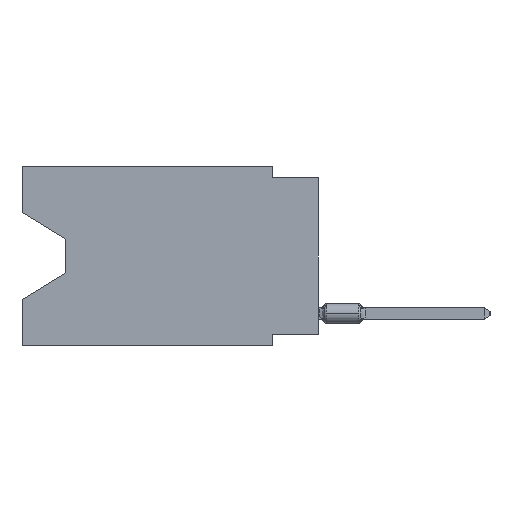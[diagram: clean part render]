
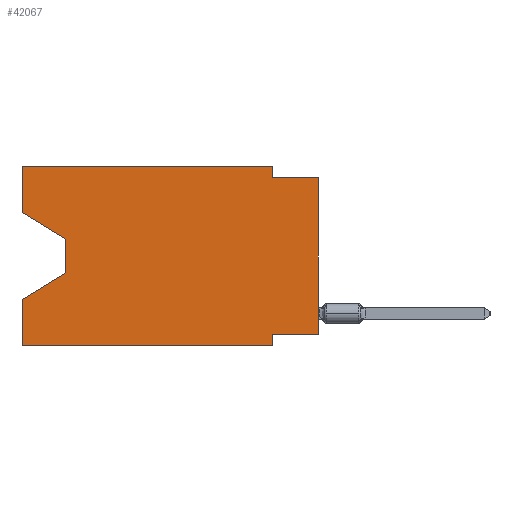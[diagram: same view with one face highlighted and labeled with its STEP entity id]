
A CAD part, left-side view. The second image highlights one B-rep face of the part: STEP entity #42067.
In plain terms, the highlighted planar face has unit normal (-1, 0, 0).
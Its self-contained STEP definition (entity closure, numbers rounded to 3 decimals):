
#382 = EDGE_CURVE ( 'NONE', #28998, #42726, #38401, .T. ) ;
#383 = DIRECTION ( 'NONE',  ( 0., 1., 0. ) ) ;
#1102 = DIRECTION ( 'NONE',  ( 0., 0., 1. ) ) ;
#1432 = CARTESIAN_POINT ( 'NONE',  ( 0., 16.383, 0. ) ) ;
#1436 = CARTESIAN_POINT ( 'NONE',  ( 0., 16.383, -7.36 ) ) ;
#1578 = ORIENTED_EDGE ( 'NONE', *, *, #47423, .F. ) ;
#1829 = CARTESIAN_POINT ( 'NONE',  ( 0., 13.97, -4.013 ) ) ;
#3070 = VECTOR ( 'NONE', #48691, 1000. ) ;
#3155 = VECTOR ( 'NONE', #27505, 1000. ) ;
#3785 = DIRECTION ( 'NONE',  ( 0., -1., 0. ) ) ;
#4082 = CARTESIAN_POINT ( 'NONE',  ( 0., 16.383, 0. ) ) ;
#4925 = CARTESIAN_POINT ( 'NONE',  ( 0., 16.383, -2.546 ) ) ;
#6441 = VERTEX_POINT ( 'NONE', #1436 ) ;
#6907 = CARTESIAN_POINT ( 'NONE',  ( 0., 2.54, 0. ) ) ;
#7814 = VECTOR ( 'NONE', #29533, 1000. ) ;
#9391 = CARTESIAN_POINT ( 'NONE',  ( 0., 0., -9.271 ) ) ;
#9875 = EDGE_CURVE ( 'NONE', #28998, #14989, #31744, .T. ) ;
#10358 = CARTESIAN_POINT ( 'NONE',  ( 0., 0., 0. ) ) ;
#10996 = DIRECTION ( 'NONE',  ( 1., 0., 0. ) ) ;
#11266 = PLANE ( 'NONE',  #35123 ) ;
#11778 = VERTEX_POINT ( 'NONE', #22119 ) ;
#11853 = VECTOR ( 'NONE', #32090, 1000. ) ;
#12827 = VERTEX_POINT ( 'NONE', #45772 ) ;
#13526 = ORIENTED_EDGE ( 'NONE', *, *, #49134, .T. ) ;
#13917 = CARTESIAN_POINT ( 'NONE',  ( 0., 2.54, -9.906 ) ) ;
#13975 = VECTOR ( 'NONE', #3785, 1000. ) ;
#14905 = ORIENTED_EDGE ( 'NONE', *, *, #16089, .F. ) ;
#14986 = LINE ( 'NONE', #1829, #16510 ) ;
#14989 = VERTEX_POINT ( 'NONE', #22241 ) ;
#15205 = DIRECTION ( 'NONE',  ( 0., 0., 1. ) ) ;
#16089 = EDGE_CURVE ( 'NONE', #37604, #11778, #44302, .T. ) ;
#16510 = VECTOR ( 'NONE', #50240, 1000. ) ;
#16953 = CARTESIAN_POINT ( 'NONE',  ( 0., 0., -0.635 ) ) ;
#18017 = CARTESIAN_POINT ( 'NONE',  ( 0., 13.97, -4.013 ) ) ;
#18685 = CARTESIAN_POINT ( 'NONE',  ( 0., 13.97, -5.893 ) ) ;
#22119 = CARTESIAN_POINT ( 'NONE',  ( 0., 2.54, -9.906 ) ) ;
#22241 = CARTESIAN_POINT ( 'NONE',  ( 0., 16.383, 0. ) ) ;
#23011 = LINE ( 'NONE', #44494, #24319 ) ;
#23208 = LINE ( 'NONE', #1432, #11853 ) ;
#23893 = DIRECTION ( 'NONE',  ( 0., 0., -1. ) ) ;
#24319 = VECTOR ( 'NONE', #383, 1000. ) ;
#25198 = EDGE_CURVE ( 'NONE', #14989, #50087, #23208, .T. ) ;
#25517 = LINE ( 'NONE', #44109, #3155 ) ;
#25817 = CARTESIAN_POINT ( 'NONE',  ( 0., 0., -0.635 ) ) ;
#26678 = ORIENTED_EDGE ( 'NONE', *, *, #36691, .T. ) ;
#27415 = VECTOR ( 'NONE', #51779, 1000. ) ;
#27505 = DIRECTION ( 'NONE',  ( 0., -1., 0. ) ) ;
#28276 = VECTOR ( 'NONE', #34640, 1000. ) ;
#28449 = ORIENTED_EDGE ( 'NONE', *, *, #35494, .T. ) ;
#28476 = CARTESIAN_POINT ( 'NONE',  ( 0., 16.383, 0. ) ) ;
#28998 = VERTEX_POINT ( 'NONE', #4925 ) ;
#29263 = EDGE_CURVE ( 'NONE', #50087, #31356, #46151, .T. ) ;
#29533 = DIRECTION ( 'NONE',  ( 0., -0.855, -0.519 ) ) ;
#29725 = LINE ( 'NONE', #33152, #27415 ) ;
#30009 = ORIENTED_EDGE ( 'NONE', *, *, #25198, .F. ) ;
#31214 = LINE ( 'NONE', #4082, #3070 ) ;
#31356 = VERTEX_POINT ( 'NONE', #50191 ) ;
#31462 = VERTEX_POINT ( 'NONE', #25817 ) ;
#31744 = LINE ( 'NONE', #48667, #51546 ) ;
#32090 = DIRECTION ( 'NONE',  ( 0., -1., 0. ) ) ;
#32139 = VECTOR ( 'NONE', #15205, 1000. ) ;
#33033 = FACE_OUTER_BOUND ( 'NONE', #55433, .T. ) ;
#33152 = CARTESIAN_POINT ( 'NONE',  ( 0., 13.97, -5.893 ) ) ;
#34070 = EDGE_CURVE ( 'NONE', #54233, #31462, #50726, .T. ) ;
#34640 = DIRECTION ( 'NONE',  ( 0., 0., -1. ) ) ;
#35123 = AXIS2_PLACEMENT_3D ( 'NONE', #28476, #10996, #23893 ) ;
#35494 = EDGE_CURVE ( 'NONE', #45993, #6441, #29725, .T. ) ;
#36166 = ORIENTED_EDGE ( 'NONE', *, *, #382, .T. ) ;
#36691 = EDGE_CURVE ( 'NONE', #42726, #45993, #14986, .T. ) ;
#37604 = VERTEX_POINT ( 'NONE', #38728 ) ;
#38401 = LINE ( 'NONE', #56424, #7814 ) ;
#38728 = CARTESIAN_POINT ( 'NONE',  ( 0., 2.54, -9.271 ) ) ;
#41060 = VECTOR ( 'NONE', #55033, 1000. ) ;
#42067 = ADVANCED_FACE ( 'NONE', ( #33033 ), #11266, .F. ) ;
#42195 = LINE ( 'NONE', #16953, #13975 ) ;
#42726 = VERTEX_POINT ( 'NONE', #18017 ) ;
#43480 = EDGE_CURVE ( 'NONE', #12827, #6441, #31214, .T. ) ;
#44109 = CARTESIAN_POINT ( 'NONE',  ( 0., 16.383, -9.906 ) ) ;
#44302 = LINE ( 'NONE', #13917, #28276 ) ;
#44494 = CARTESIAN_POINT ( 'NONE',  ( 0., 0., -9.271 ) ) ;
#45772 = CARTESIAN_POINT ( 'NONE',  ( 0., 16.383, -9.906 ) ) ;
#45993 = VERTEX_POINT ( 'NONE', #18685 ) ;
#46151 = LINE ( 'NONE', #6907, #41060 ) ;
#47423 = EDGE_CURVE ( 'NONE', #31356, #31462, #42195, .T. ) ;
#47845 = ORIENTED_EDGE ( 'NONE', *, *, #34070, .T. ) ;
#48667 = CARTESIAN_POINT ( 'NONE',  ( 0., 16.383, 0. ) ) ;
#48691 = DIRECTION ( 'NONE',  ( 0., 0., 1. ) ) ;
#49134 = EDGE_CURVE ( 'NONE', #12827, #11778, #25517, .T. ) ;
#50087 = VERTEX_POINT ( 'NONE', #54254 ) ;
#50191 = CARTESIAN_POINT ( 'NONE',  ( 0., 2.54, -0.635 ) ) ;
#50240 = DIRECTION ( 'NONE',  ( 0., 0., -1. ) ) ;
#50726 = LINE ( 'NONE', #10358, #32139 ) ;
#51298 = ORIENTED_EDGE ( 'NONE', *, *, #55771, .F. ) ;
#51546 = VECTOR ( 'NONE', #1102, 1000. ) ;
#51779 = DIRECTION ( 'NONE',  ( 0., 0.855, -0.519 ) ) ;
#53574 = ORIENTED_EDGE ( 'NONE', *, *, #43480, .F. ) ;
#54233 = VERTEX_POINT ( 'NONE', #9391 ) ;
#54254 = CARTESIAN_POINT ( 'NONE',  ( 0., 2.54, 0. ) ) ;
#54412 = ORIENTED_EDGE ( 'NONE', *, *, #9875, .F. ) ;
#55033 = DIRECTION ( 'NONE',  ( 0., 0., -1. ) ) ;
#55355 = ORIENTED_EDGE ( 'NONE', *, *, #29263, .F. ) ;
#55433 = EDGE_LOOP ( 'NONE', ( #36166, #26678, #28449, #53574, #13526, #14905, #51298, #47845, #1578, #55355, #30009, #54412 ) ) ;
#55771 = EDGE_CURVE ( 'NONE', #54233, #37604, #23011, .T. ) ;
#56424 = CARTESIAN_POINT ( 'NONE',  ( 0., 16.383, -2.546 ) ) ;
